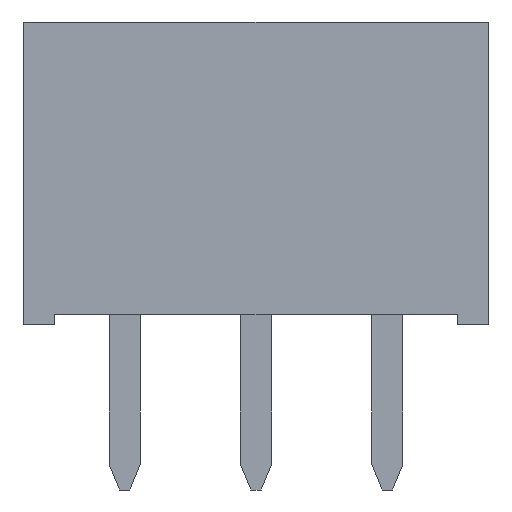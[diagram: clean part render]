
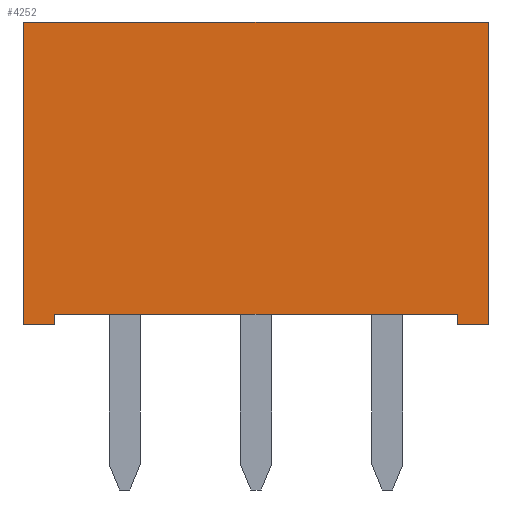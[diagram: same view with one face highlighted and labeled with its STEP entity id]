
A CAD part, front view. The second image highlights one B-rep face of the part: STEP entity #4252.
In plain terms, the highlighted planar face has unit normal (0, -1, 0).
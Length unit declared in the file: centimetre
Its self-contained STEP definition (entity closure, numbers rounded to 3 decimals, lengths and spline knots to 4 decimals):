
#399=FACE_OUTER_BOUND('',#638,.T.);
#638=EDGE_LOOP('',(#3847,#3848,#3849,#3850,#3851,#3852,#3853,#3854));
#849=LINE('',#5772,#1354);
#862=LINE('',#5798,#1367);
#879=LINE('',#5832,#1384);
#884=LINE('',#5840,#1389);
#893=LINE('',#5860,#1398);
#895=LINE('',#5863,#1400);
#1046=LINE('',#7033,#1551);
#1143=LINE('',#7258,#1648);
#1354=VECTOR('',#4811,1.);
#1367=VECTOR('',#4828,1.);
#1384=VECTOR('',#4855,1.);
#1389=VECTOR('',#4864,1.);
#1398=VECTOR('',#4889,1.);
#1400=VECTOR('',#4893,1.);
#1551=VECTOR('',#5128,1.);
#1648=VECTOR('',#5337,1.);
#1794=VERTEX_POINT('',#5769);
#1795=VERTEX_POINT('',#5771);
#1805=VERTEX_POINT('',#5795);
#1806=VERTEX_POINT('',#5797);
#1817=VERTEX_POINT('',#5829);
#1818=VERTEX_POINT('',#5831);
#1822=VERTEX_POINT('',#5859);
#1979=VERTEX_POINT('',#7031);
#2261=EDGE_CURVE('',#1795,#1794,#849,.T.);
#2274=EDGE_CURVE('',#1806,#1805,#862,.T.);
#2291=EDGE_CURVE('',#1818,#1817,#879,.T.);
#2296=EDGE_CURVE('',#1817,#1806,#884,.T.);
#2305=EDGE_CURVE('',#1818,#1822,#893,.T.);
#2307=EDGE_CURVE('',#1795,#1805,#895,.T.);
#2544=EDGE_CURVE('',#1979,#1794,#1046,.T.);
#2653=EDGE_CURVE('',#1979,#1822,#1143,.T.);
#3847=ORIENTED_EDGE('',*,*,#2274,.T.);
#3848=ORIENTED_EDGE('',*,*,#2307,.F.);
#3849=ORIENTED_EDGE('',*,*,#2261,.T.);
#3850=ORIENTED_EDGE('',*,*,#2544,.F.);
#3851=ORIENTED_EDGE('',*,*,#2653,.T.);
#3852=ORIENTED_EDGE('',*,*,#2305,.F.);
#3853=ORIENTED_EDGE('',*,*,#2291,.T.);
#3854=ORIENTED_EDGE('',*,*,#2296,.T.);
#4031=PLANE('',#4456);
#4252=ADVANCED_FACE('',(#399),#4031,.T.);
#4456=AXIS2_PLACEMENT_3D('',#7261,#5341,#5342);
#4811=DIRECTION('',(0.,0.,1.));
#4828=DIRECTION('',(0.,0.,-1.));
#4855=DIRECTION('',(0.,0.,1.));
#4864=DIRECTION('',(1.,0.,0.));
#4889=DIRECTION('',(-1.,0.,0.));
#4893=DIRECTION('',(-1.,0.,0.));
#5128=DIRECTION('',(1.,0.,0.));
#5337=DIRECTION('',(0.,0.,-1.));
#5341=DIRECTION('center_axis',(0.,-1.,0.));
#5342=DIRECTION('ref_axis',(0.,0.,-1.));
#5769=CARTESIAN_POINT('',(0.449,-0.495,0.2925));
#5771=CARTESIAN_POINT('',(0.449,-0.495,-0.2925));
#5772=CARTESIAN_POINT('',(0.449,-0.495,-0.2925));
#5795=CARTESIAN_POINT('',(0.389,-0.495,-0.2925));
#5797=CARTESIAN_POINT('',(0.389,-0.495,-0.2725));
#5798=CARTESIAN_POINT('',(0.389,-0.495,-0.2925));
#5829=CARTESIAN_POINT('',(-0.389,-0.495,-0.2725));
#5831=CARTESIAN_POINT('',(-0.389,-0.495,-0.2925));
#5832=CARTESIAN_POINT('',(-0.389,-0.495,-0.2925));
#5840=CARTESIAN_POINT('',(0.,-0.495,-0.2725));
#5859=CARTESIAN_POINT('',(-0.449,-0.495,-0.2925));
#5860=CARTESIAN_POINT('',(0.,-0.495,-0.2925));
#5863=CARTESIAN_POINT('',(0.,-0.495,-0.2925));
#7031=CARTESIAN_POINT('',(-0.449,-0.495,0.2925));
#7033=CARTESIAN_POINT('',(0.,-0.495,0.2925));
#7258=CARTESIAN_POINT('',(-0.449,-0.495,-0.2925));
#7261=CARTESIAN_POINT('Origin',(0.,-0.495,-0.2925));
